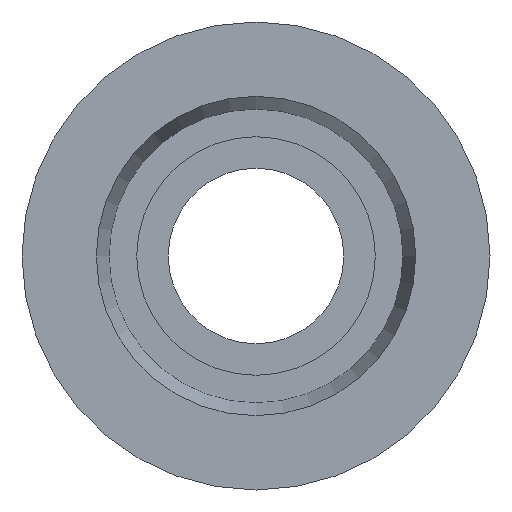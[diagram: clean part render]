
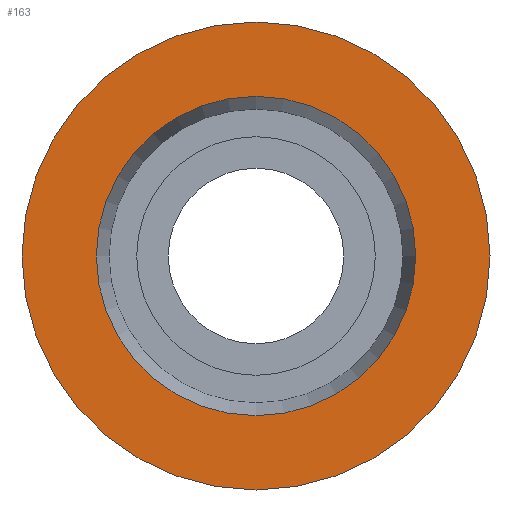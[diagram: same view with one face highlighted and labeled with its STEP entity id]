
A CAD part, front view. The second image highlights one B-rep face of the part: STEP entity #163.
In plain terms, the highlighted planar face has unit normal (0, -1, 0).
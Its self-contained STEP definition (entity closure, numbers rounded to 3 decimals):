
#38=FACE_BOUND('',#67,.T.);
#49=FACE_OUTER_BOUND('',#66,.T.);
#66=EDGE_LOOP('',(#141));
#67=EDGE_LOOP('',(#142));
#79=CIRCLE('',#208,13.65);
#80=CIRCLE('',#210,20.);
#91=VERTEX_POINT('',#303);
#92=VERTEX_POINT('',#307);
#108=EDGE_CURVE('',#91,#91,#79,.T.);
#109=EDGE_CURVE('',#92,#92,#80,.T.);
#141=ORIENTED_EDGE('',*,*,#109,.F.);
#142=ORIENTED_EDGE('',*,*,#108,.T.);
#152=PLANE('',#209);
#163=ADVANCED_FACE('',(#49,#38),#152,.T.);
#208=AXIS2_PLACEMENT_3D('',#305,#259,#260);
#209=AXIS2_PLACEMENT_3D('',#306,#261,#262);
#210=AXIS2_PLACEMENT_3D('',#308,#263,#264);
#259=DIRECTION('center_axis',(0.,1.,0.));
#260=DIRECTION('ref_axis',(1.,0.,0.));
#261=DIRECTION('center_axis',(0.,-1.,0.));
#262=DIRECTION('ref_axis',(0.,0.,-1.));
#263=DIRECTION('center_axis',(0.,1.,0.));
#264=DIRECTION('ref_axis',(1.,0.,0.));
#303=CARTESIAN_POINT('',(-13.65,0.,0.));
#305=CARTESIAN_POINT('Origin',(0.,0.,0.));
#306=CARTESIAN_POINT('Origin',(20.,0.,0.));
#307=CARTESIAN_POINT('',(-20.,0.,0.));
#308=CARTESIAN_POINT('Origin',(0.,0.,0.));
